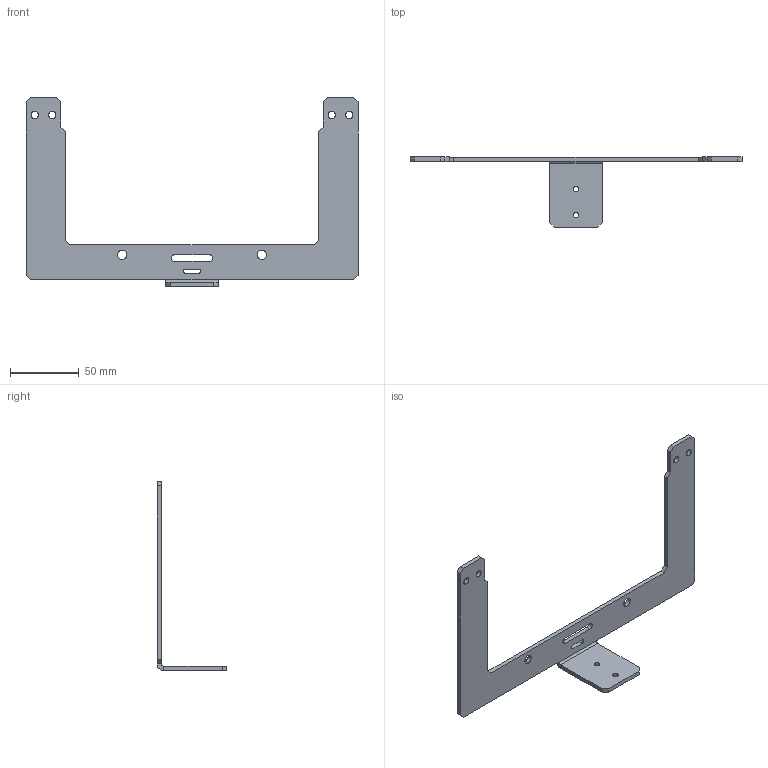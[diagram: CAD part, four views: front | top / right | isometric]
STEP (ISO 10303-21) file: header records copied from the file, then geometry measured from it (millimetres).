
FILE_DESCRIPTION (( 'STEP AP214' ), '1' );
FILE_NAME ('AM14U3 BR19 Battery C Plate.step', '2018-12-20T18:50:54', ( '' ), ( '' ), 'SwSTEP 2.0', 'SolidWorks 2018', '' );
FILE_SCHEMA (( 'AUTOMOTIVE_DESIGN' ));
Length unit declared in the file: inch
Products named in the file (1): AM14U3 BR19 Battery C Plate
Bounding box: 241.3 x 50.8 x 137.35 mm (x, y, z)
Volume: 43375 mm3; surface area: 31355.4 mm2
Topology: 1 solids, 1 shells, 58 faces, 160 edges, 104 vertices
Faces by surface type: plane 36, cylinder 22
Entity records: 1924 total; most frequent: CARTESIAN_POINT 323, DIRECTION 322, ORIENTED_EDGE 320, EDGE_CURVE 160, VECTOR 116, LINE 116, VERTEX_POINT 104, AXIS2_PLACEMENT_3D 103
